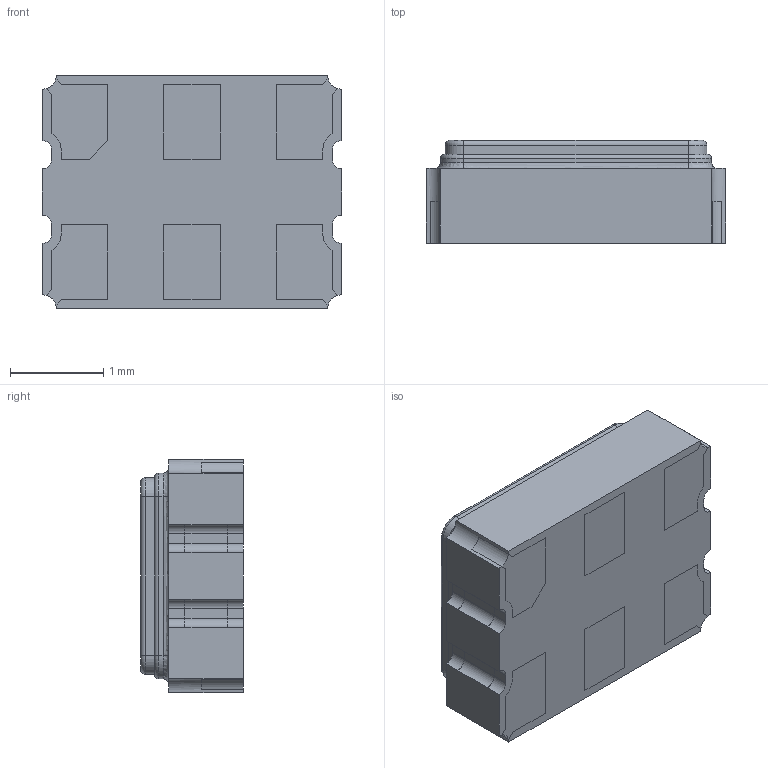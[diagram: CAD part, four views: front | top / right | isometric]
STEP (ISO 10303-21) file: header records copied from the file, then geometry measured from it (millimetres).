
FILE_DESCRIPTION (( 'STEP AP214' ), '1' );
FILE_NAME ('S3A.STEP', '2025-01-17T15:09:31', ( '' ), ( '' ), 'SwSTEP 2.0', 'SolidWorks 2021', '' );
FILE_SCHEMA (( 'AUTOMOTIVE_DESIGN' ));
Length unit declared in the file: millimetre
Products named in the file (1): S3A3305-100.000-P-A-X1-R
Bounding box: 3.2 x 1.1 x 2.5 mm (x, y, z)
Volume: 8.1 mm3; surface area: 75.6 mm2
Topology: 14 solids, 14 shells, 245 faces, 602 edges, 388 vertices
Faces by surface type: plane 169, cylinder 60, bspline 8, torus 8
Entity records: 7435 total; most frequent: CARTESIAN_POINT 1460, ORIENTED_EDGE 1204, DIRECTION 1186, EDGE_CURVE 602, VECTOR 446, LINE 446, VERTEX_POINT 388, AXIS2_PLACEMENT_3D 370
